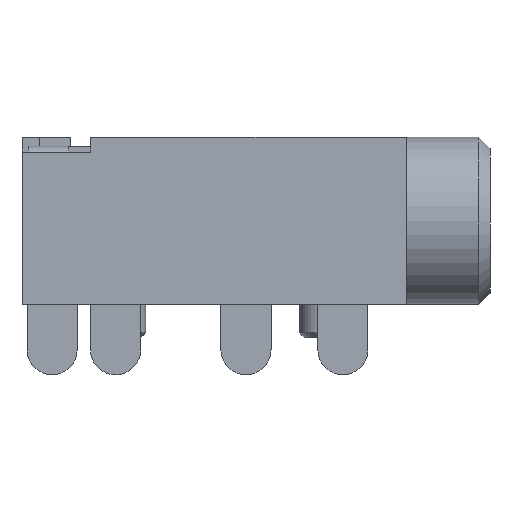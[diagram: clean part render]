
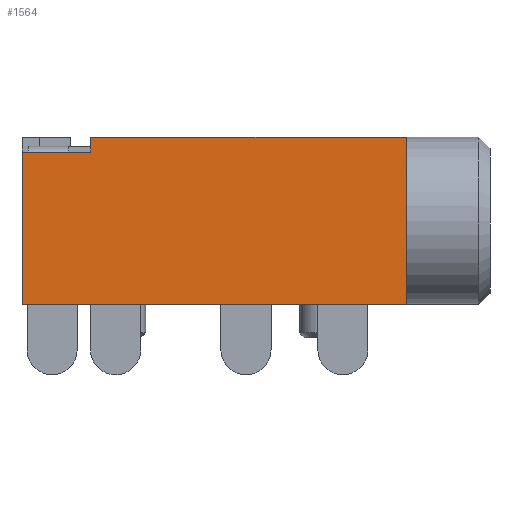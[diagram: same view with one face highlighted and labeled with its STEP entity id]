
A CAD part, left-side view. The second image highlights one B-rep face of the part: STEP entity #1564.
In plain terms, the highlighted planar face has unit normal (-1, 0, 0).
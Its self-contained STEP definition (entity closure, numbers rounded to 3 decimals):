
#90=ORIENTED_EDGE('',*,*,#398,.F.);
#91=ORIENTED_EDGE('',*,*,#399,.T.);
#92=ORIENTED_EDGE('',*,*,#400,.T.);
#93=ORIENTED_EDGE('',*,*,#401,.T.);
#94=ORIENTED_EDGE('',*,*,#402,.F.);
#95=ORIENTED_EDGE('',*,*,#394,.F.);
#394=EDGE_CURVE('',#548,#549,#655,.T.);
#398=EDGE_CURVE('',#551,#548,#659,.T.);
#399=EDGE_CURVE('',#551,#552,#660,.T.);
#400=EDGE_CURVE('',#552,#553,#661,.T.);
#401=EDGE_CURVE('',#553,#554,#662,.T.);
#402=EDGE_CURVE('',#549,#554,#663,.T.);
#548=VERTEX_POINT('',#2084);
#549=VERTEX_POINT('',#2086);
#551=VERTEX_POINT('',#2093);
#552=VERTEX_POINT('',#2095);
#553=VERTEX_POINT('',#2097);
#554=VERTEX_POINT('',#2099);
#655=LINE('',#2085,#778);
#659=LINE('',#2092,#782);
#660=LINE('',#2094,#783);
#661=LINE('',#2096,#784);
#662=LINE('',#2098,#785);
#663=LINE('',#2100,#786);
#778=VECTOR('',#1753,1000.);
#782=VECTOR('',#1759,1000.);
#783=VECTOR('',#1760,1000.);
#784=VECTOR('',#1761,1000.);
#785=VECTOR('',#1762,1000.);
#786=VECTOR('',#1763,1000.);
#889=EDGE_LOOP('',(#90,#91,#92,#93,#94,#95));
#970=FACE_BOUND('',#889,.T.);
#1051=PLANE('',#1635);
#1564=ADVANCED_FACE('',(#970),#1051,.T.);
#1635=AXIS2_PLACEMENT_3D('',#2091,#1757,#1758);
#1753=DIRECTION('',(0.,-1.,0.));
#1757=DIRECTION('',(-1.,0.,0.));
#1758=DIRECTION('',(0.,0.,1.));
#1759=DIRECTION('',(0.,0.,1.));
#1760=DIRECTION('',(0.,1.,0.));
#1761=DIRECTION('',(0.,0.,-1.));
#1762=DIRECTION('',(0.,-1.,0.));
#1763=DIRECTION('',(0.,0.,-1.));
#2084=CARTESIAN_POINT('',(-3.15,9.45,2.5));
#2085=CARTESIAN_POINT('',(-3.15,11.5,2.5));
#2086=CARTESIAN_POINT('',(-3.15,0.,2.5));
#2091=CARTESIAN_POINT('',(-3.15,11.5,2.5));
#2092=CARTESIAN_POINT('',(-3.15,9.45,2.312));
#2093=CARTESIAN_POINT('',(-3.15,9.45,2.057));
#2094=CARTESIAN_POINT('',(-3.15,11.5,2.057));
#2095=CARTESIAN_POINT('',(-3.15,11.5,2.057));
#2096=CARTESIAN_POINT('',(-3.15,11.5,2.5));
#2097=CARTESIAN_POINT('',(-3.15,11.5,-2.5));
#2098=CARTESIAN_POINT('',(-3.15,11.5,-2.5));
#2099=CARTESIAN_POINT('',(-3.15,0.,-2.5));
#2100=CARTESIAN_POINT('',(-3.15,0.,2.5));
